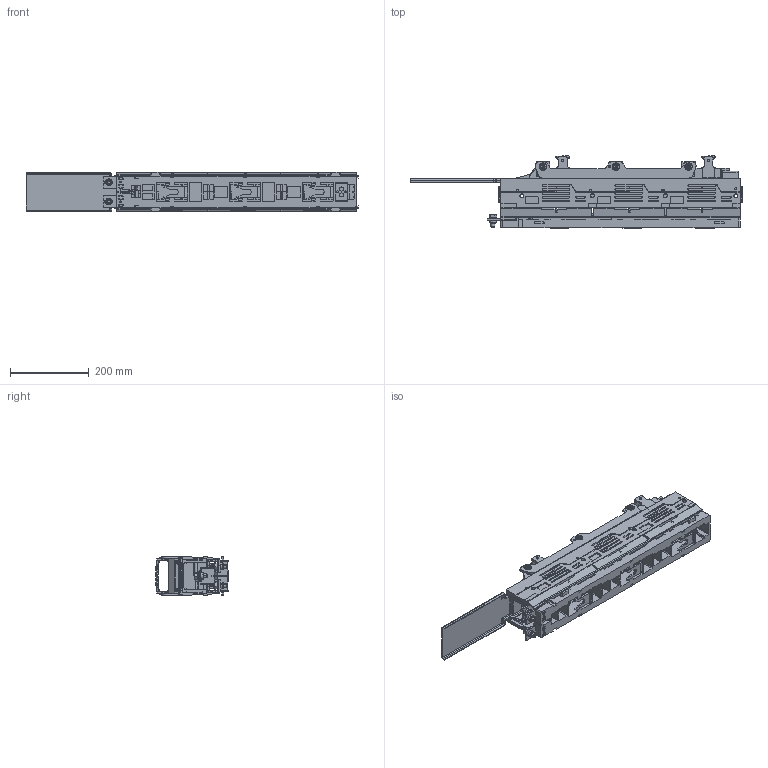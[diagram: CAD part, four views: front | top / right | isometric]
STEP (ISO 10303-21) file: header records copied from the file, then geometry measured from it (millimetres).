
FILE_DESCRIPTION (( 'STEP AP203' ), '1' );
FILE_NAME ('ARS 2-3-M 400A.STEP', '2022-10-14T17:28:26', ( '' ), ( '' ), 'SwSTEP 2.0', 'SolidWorks 2018', '' );
FILE_SCHEMA (( 'CONFIG_CONTROL_DESIGN' ));
Length unit declared in the file: millimetre
Products named in the file (1): ARS 2-3-M 400A
Bounding box: 842.5 x 182.74 x 99.9 mm (x, y, z)
Surface area: 902160.2 mm2 (no closed solid volume)
Topology: 0 solids, 104 shells, 2313 faces, 9113 edges, 6747 vertices
Faces by surface type: plane 1293, cylinder 774, cone 112, bspline 55, sphere 46, torus 33
Entity records: 100971 total; most frequent: CARTESIAN_POINT 26085, DIRECTION 15336, ORIENTED_EDGE 13984, EDGE_CURVE 9090, VERTEX_POINT 6747, VECTOR 6426, LINE 6426, AXIS2_PLACEMENT_3D 4455
